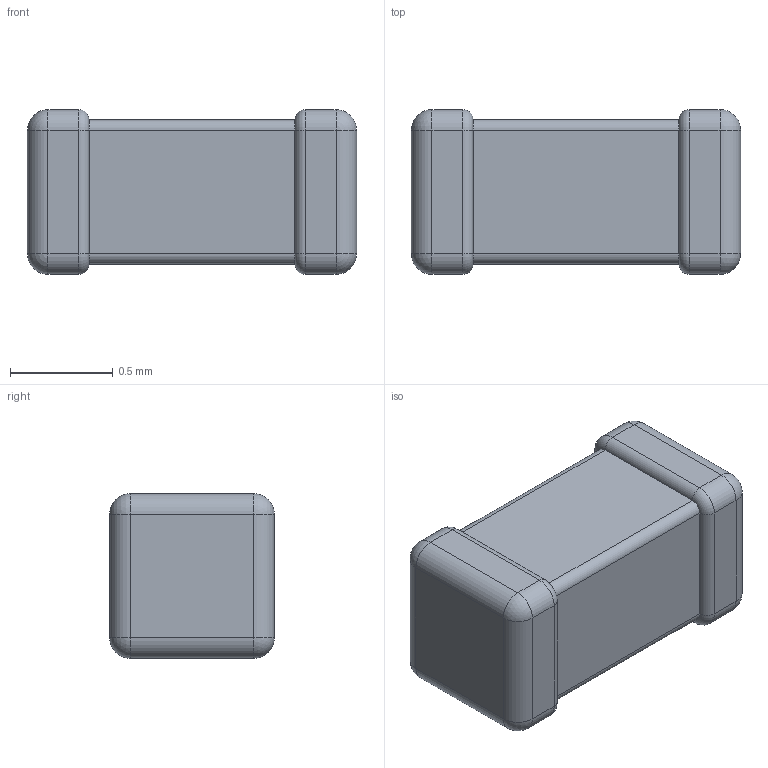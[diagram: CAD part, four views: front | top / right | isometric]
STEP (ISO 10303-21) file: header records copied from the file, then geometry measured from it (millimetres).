
FILE_DESCRIPTION (( 'STEP AP214' ), '1' );
FILE_NAME ('B82496C3150J.STEP', '2022-09-09T13:46:48', ( '' ), ( '' ), 'SwSTEP 2.0', 'SolidWorks 2018', '' );
FILE_SCHEMA (( 'AUTOMOTIVE_DESIGN' ));
Length unit declared in the file: millimetre
Products named in the file (1): B82496C3150J
Bounding box: 1.6 x 0.8 x 0.8 mm (x, y, z)
Volume: 0.9 mm3; surface area: 5.7 mm2
Topology: 1 solids, 1 shells, 58 faces, 120 edges, 56 vertices
Faces by surface type: cylinder 28, plane 14, sphere 8, torus 8
Entity records: 2096 total; most frequent: DIRECTION 286, CARTESIAN_POINT 227, ORIENTED_EDGE 224, AXIS2_PLACEMENT_3D 115, EDGE_CURVE 112, UNCERTAINTY_MEASURE_WITH_UNIT 61, STYLED_ITEM 60, COLOUR_RGB 60
